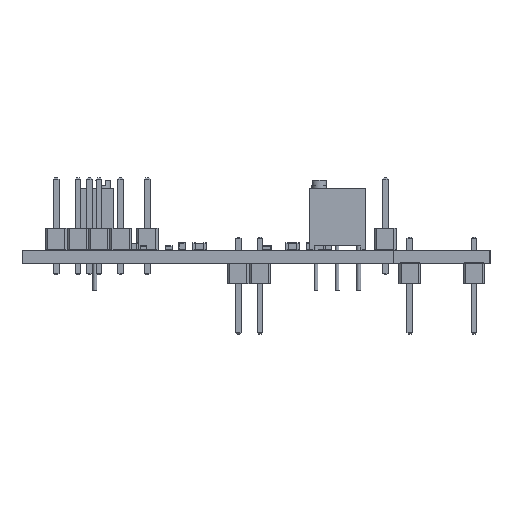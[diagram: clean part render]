
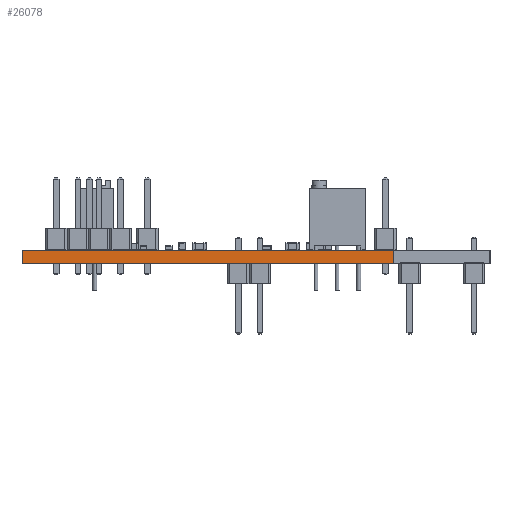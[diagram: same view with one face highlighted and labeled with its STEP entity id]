
A CAD part, left-side view. The second image highlights one B-rep face of the part: STEP entity #26078.
In plain terms, the highlighted planar face has unit normal (-1, 0, 0).
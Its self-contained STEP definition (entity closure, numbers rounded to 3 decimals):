
#22301 = VERTEX_POINT('',#22302);
#22302 = CARTESIAN_POINT('',(124.46,-92.075,0.));
#22308 = EDGE_CURVE('',#22301,#22309,#22311,.T.);
#22309 = VERTEX_POINT('',#22310);
#22310 = CARTESIAN_POINT('',(124.46,-48.,0.));
#22311 = LINE('',#22312,#22313);
#22312 = CARTESIAN_POINT('',(124.46,-92.075,0.));
#22313 = VECTOR('',#22314,1.);
#22314 = DIRECTION('',(0.,1.,0.));
#24192 = VERTEX_POINT('',#24193);
#24193 = CARTESIAN_POINT('',(124.46,-92.075,1.6));
#24199 = EDGE_CURVE('',#24192,#24200,#24202,.T.);
#24200 = VERTEX_POINT('',#24201);
#24201 = CARTESIAN_POINT('',(124.46,-48.,1.6));
#24202 = LINE('',#24203,#24204);
#24203 = CARTESIAN_POINT('',(124.46,-92.075,1.6));
#24204 = VECTOR('',#24205,1.);
#24205 = DIRECTION('',(0.,1.,0.));
#26048 = EDGE_CURVE('',#22309,#24200,#26049,.T.);
#26049 = LINE('',#26050,#26051);
#26050 = CARTESIAN_POINT('',(124.46,-48.,0.));
#26051 = VECTOR('',#26052,1.);
#26052 = DIRECTION('',(0.,0.,1.));
#26078 = ADVANCED_FACE('',(#26079),#26090,.T.);
#26079 = FACE_BOUND('',#26080,.T.);
#26080 = EDGE_LOOP('',(#26081,#26087,#26088,#26089));
#26081 = ORIENTED_EDGE('',*,*,#26082,.T.);
#26082 = EDGE_CURVE('',#22301,#24192,#26083,.T.);
#26083 = LINE('',#26084,#26085);
#26084 = CARTESIAN_POINT('',(124.46,-92.075,0.));
#26085 = VECTOR('',#26086,1.);
#26086 = DIRECTION('',(0.,0.,1.));
#26087 = ORIENTED_EDGE('',*,*,#24199,.T.);
#26088 = ORIENTED_EDGE('',*,*,#26048,.F.);
#26089 = ORIENTED_EDGE('',*,*,#22308,.F.);
#26090 = PLANE('',#26091);
#26091 = AXIS2_PLACEMENT_3D('',#26092,#26093,#26094);
#26092 = CARTESIAN_POINT('',(124.46,-92.075,0.));
#26093 = DIRECTION('',(-1.,0.,0.));
#26094 = DIRECTION('',(0.,1.,0.));
